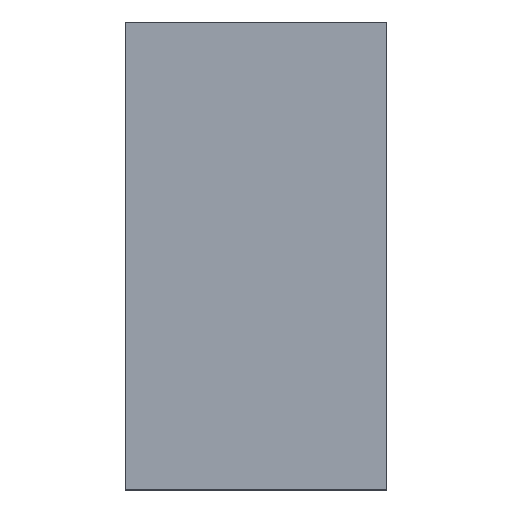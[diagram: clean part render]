
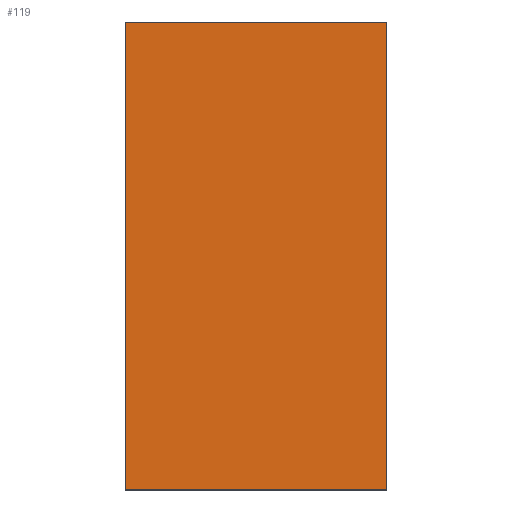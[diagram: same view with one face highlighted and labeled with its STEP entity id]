
A CAD part, top view. The second image highlights one B-rep face of the part: STEP entity #119.
In plain terms, the highlighted planar face has unit normal (0, 0, 1).
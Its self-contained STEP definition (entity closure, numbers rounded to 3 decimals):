
#1 = VERTEX_POINT ( 'NONE', #37 ) ;
#16 = EDGE_LOOP ( 'NONE', ( #84, #19, #50, #153 ) ) ;
#19 = ORIENTED_EDGE ( 'NONE', *, *, #93, .T. ) ;
#25 = DIRECTION ( 'NONE',  ( 1., 0., 0. ) ) ;
#36 = VERTEX_POINT ( 'NONE', #95 ) ;
#37 = CARTESIAN_POINT ( 'NONE',  ( 349.5, -625., 4. ) ) ;
#50 = ORIENTED_EDGE ( 'NONE', *, *, #111, .F. ) ;
#53 = CARTESIAN_POINT ( 'NONE',  ( 349.5, 625., 4. ) ) ;
#63 = VERTEX_POINT ( 'NONE', #100 ) ;
#70 = LINE ( 'NONE', #141, #169 ) ;
#72 = CARTESIAN_POINT ( 'NONE',  ( 0., 0., 4. ) ) ;
#74 = EDGE_CURVE ( 'NONE', #1, #63, #70, .T. ) ;
#76 = FACE_OUTER_BOUND ( 'NONE', #16, .T. ) ;
#84 = ORIENTED_EDGE ( 'NONE', *, *, #74, .T. ) ;
#86 = EDGE_CURVE ( 'NONE', #1, #36, #140, .T. ) ;
#87 = VERTEX_POINT ( 'NONE', #121 ) ;
#93 = EDGE_CURVE ( 'NONE', #63, #87, #138, .T. ) ;
#95 = CARTESIAN_POINT ( 'NONE',  ( -349.5, -625., 4. ) ) ;
#100 = CARTESIAN_POINT ( 'NONE',  ( 349.5, 625., 4. ) ) ;
#111 = EDGE_CURVE ( 'NONE', #36, #87, #147, .T. ) ;
#113 = VECTOR ( 'NONE', #180, 1000. ) ;
#119 = ADVANCED_FACE ( 'NONE', ( #76 ), #188, .T. ) ;
#121 = CARTESIAN_POINT ( 'NONE',  ( -349.5, 625., 4. ) ) ;
#138 = LINE ( 'NONE', #53, #226 ) ;
#140 = LINE ( 'NONE', #142, #113 ) ;
#141 = CARTESIAN_POINT ( 'NONE',  ( 349.5, -625., 4. ) ) ;
#142 = CARTESIAN_POINT ( 'NONE',  ( 349.5, -625., 4. ) ) ;
#147 = LINE ( 'NONE', #227, #172 ) ;
#151 = DIRECTION ( 'NONE',  ( 0., 1., 0. ) ) ;
#153 = ORIENTED_EDGE ( 'NONE', *, *, #86, .F. ) ;
#169 = VECTOR ( 'NONE', #222, 1000. ) ;
#172 = VECTOR ( 'NONE', #151, 1000. ) ;
#177 = DIRECTION ( 'NONE',  ( -1., 0., 0. ) ) ;
#180 = DIRECTION ( 'NONE',  ( -1., 0., 0. ) ) ;
#188 = PLANE ( 'NONE',  #205 ) ;
#205 = AXIS2_PLACEMENT_3D ( 'NONE', #72, #225, #25 ) ;
#222 = DIRECTION ( 'NONE',  ( 0., 1., 0. ) ) ;
#225 = DIRECTION ( 'NONE',  ( 0., 0., 1. ) ) ;
#226 = VECTOR ( 'NONE', #177, 1000. ) ;
#227 = CARTESIAN_POINT ( 'NONE',  ( -349.5, -625., 4. ) ) ;
